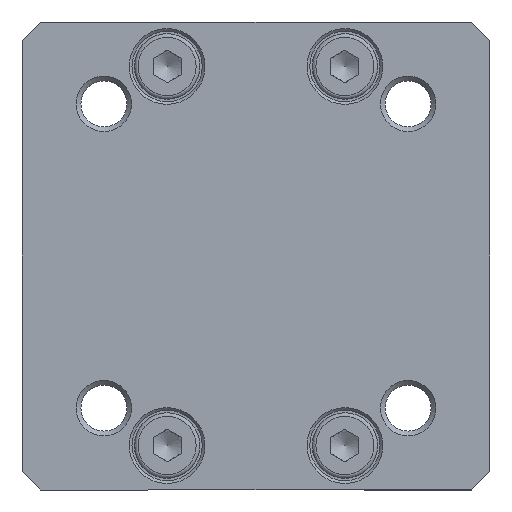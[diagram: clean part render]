
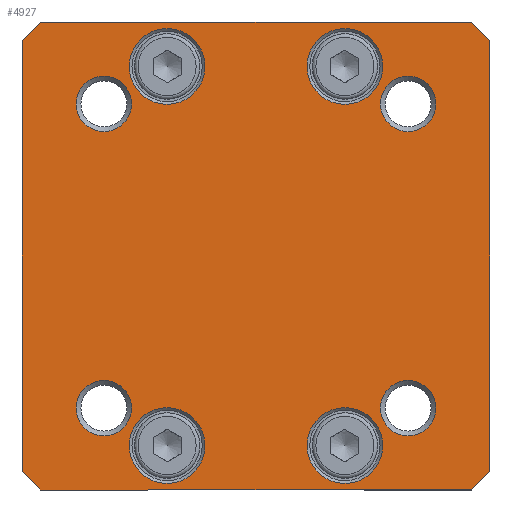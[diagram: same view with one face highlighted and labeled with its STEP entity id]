
A CAD part, front view. The second image highlights one B-rep face of the part: STEP entity #4927.
In plain terms, the highlighted planar face has unit normal (0, -1, 0).
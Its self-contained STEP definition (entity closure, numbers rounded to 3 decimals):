
#4768=CARTESIAN_POINT('',(0.,-7.5,0.));
#4769=DIRECTION('',(0.0,1.0,0.0));
#4770=DIRECTION('',(0.0,0.0,1.0));
#4771=AXIS2_PLACEMENT_3D('',#4768,#4769,#4770);
#4772=PLANE('',#4771);
#4773=CARTESIAN_POINT('',(-23.,-7.5,25.));
#4774=VERTEX_POINT('',#4773);
#4775=CARTESIAN_POINT('',(23.,-7.5,25.0));
#4776=VERTEX_POINT('',#4775);
#4777=CARTESIAN_POINT('',(-23.,-7.5,25.));
#4778=DIRECTION('',(1.0,0.0,0.0));
#4779=VECTOR('',#4778,46.);
#4780=LINE('',#4777,#4779);
#4781=EDGE_CURVE('',#4774,#4776,#4780,.T.);
#4782=ORIENTED_EDGE('',*,*,#4781,.F.);
#4783=CARTESIAN_POINT('',(-25.0,-7.5,23.));
#4784=VERTEX_POINT('',#4783);
#4785=CARTESIAN_POINT('',(-25.0,-7.5,23.));
#4786=DIRECTION('',(0.707,0.0,0.707));
#4787=VECTOR('',#4786,2.828);
#4788=LINE('',#4785,#4787);
#4789=EDGE_CURVE('',#4784,#4774,#4788,.T.);
#4790=ORIENTED_EDGE('',*,*,#4789,.F.);
#4791=CARTESIAN_POINT('',(-25.0,-7.5,-23.));
#4792=VERTEX_POINT('',#4791);
#4793=CARTESIAN_POINT('',(-25.0,-7.5,-23.));
#4794=DIRECTION('',(0.0,0.0,1.0));
#4795=VECTOR('',#4794,46.);
#4796=LINE('',#4793,#4795);
#4797=EDGE_CURVE('',#4792,#4784,#4796,.T.);
#4798=ORIENTED_EDGE('',*,*,#4797,.F.);
#4799=CARTESIAN_POINT('',(-23.,-7.5,-25.));
#4800=VERTEX_POINT('',#4799);
#4801=CARTESIAN_POINT('',(-23.,-7.5,-25.));
#4802=DIRECTION('',(-0.707,0.0,0.707));
#4803=VECTOR('',#4802,2.828);
#4804=LINE('',#4801,#4803);
#4805=EDGE_CURVE('',#4800,#4792,#4804,.T.);
#4806=ORIENTED_EDGE('',*,*,#4805,.F.);
#4807=CARTESIAN_POINT('',(23.,-7.5,-25.0));
#4808=VERTEX_POINT('',#4807);
#4809=CARTESIAN_POINT('',(23.,-7.5,-25.));
#4810=DIRECTION('',(-1.0,0.0,0.0));
#4811=VECTOR('',#4810,46.);
#4812=LINE('',#4809,#4811);
#4813=EDGE_CURVE('',#4808,#4800,#4812,.T.);
#4814=ORIENTED_EDGE('',*,*,#4813,.F.);
#4815=CARTESIAN_POINT('',(25.0,-7.5,-23.));
#4816=VERTEX_POINT('',#4815);
#4817=CARTESIAN_POINT('',(25.,-7.5,-23.0));
#4818=DIRECTION('',(-0.707,0.0,-0.707));
#4819=VECTOR('',#4818,2.828);
#4820=LINE('',#4817,#4819);
#4821=EDGE_CURVE('',#4816,#4808,#4820,.T.);
#4822=ORIENTED_EDGE('',*,*,#4821,.F.);
#4823=CARTESIAN_POINT('',(25.0,-7.5,23.));
#4824=VERTEX_POINT('',#4823);
#4825=CARTESIAN_POINT('',(25.0,-7.5,23.));
#4826=DIRECTION('',(0.0,0.0,-1.0));
#4827=VECTOR('',#4826,46.);
#4828=LINE('',#4825,#4827);
#4829=EDGE_CURVE('',#4824,#4816,#4828,.T.);
#4830=ORIENTED_EDGE('',*,*,#4829,.F.);
#4831=CARTESIAN_POINT('',(23.,-7.5,25.0));
#4832=DIRECTION('',(0.707,0.0,-0.707));
#4833=VECTOR('',#4832,2.828);
#4834=LINE('',#4831,#4833);
#4835=EDGE_CURVE('',#4776,#4824,#4834,.T.);
#4836=ORIENTED_EDGE('',*,*,#4835,.F.);
#4837=EDGE_LOOP('',(#4782,#4790,#4798,#4806,#4814,#4822,#4830,#4836));
#4838=FACE_OUTER_BOUND('',#4837,.T.);
#4839=CARTESIAN_POINT('',(-13.292,-7.5,16.25));
#4840=VERTEX_POINT('',#4839);
#4841=CARTESIAN_POINT('',(-16.25,-7.5,16.25));
#4842=DIRECTION('',(0.0,-1.0,0.0));
#4843=DIRECTION('',(-1.0,0.0,0.0));
#4844=AXIS2_PLACEMENT_3D('',#4841,#4842,#4843);
#4845=CIRCLE('',#4844,2.959);
#4846=EDGE_CURVE('',#4840,#4840,#4845,.T.);
#4847=ORIENTED_EDGE('',*,*,#4846,.F.);
#4848=EDGE_LOOP('',(#4847));
#4849=FACE_BOUND('',#4848,.T.);
#4850=CARTESIAN_POINT('',(19.208,-7.5,-16.25));
#4851=VERTEX_POINT('',#4850);
#4852=CARTESIAN_POINT('',(16.25,-7.5,-16.25));
#4853=DIRECTION('',(0.0,-1.0,0.0));
#4854=DIRECTION('',(-1.0,0.0,0.0));
#4855=AXIS2_PLACEMENT_3D('',#4852,#4853,#4854);
#4856=CIRCLE('',#4855,2.959);
#4857=EDGE_CURVE('',#4851,#4851,#4856,.T.);
#4858=ORIENTED_EDGE('',*,*,#4857,.F.);
#4859=EDGE_LOOP('',(#4858));
#4860=FACE_BOUND('',#4859,.T.);
#4861=CARTESIAN_POINT('',(13.55,-7.5,-20.25));
#4862=VERTEX_POINT('',#4861);
#4863=CARTESIAN_POINT('',(9.5,-7.5,-20.25));
#4864=DIRECTION('',(0.0,-1.0,0.0));
#4865=DIRECTION('',(-1.0,0.0,0.0));
#4866=AXIS2_PLACEMENT_3D('',#4863,#4864,#4865);
#4867=CIRCLE('',#4866,4.05);
#4868=EDGE_CURVE('',#4862,#4862,#4867,.T.);
#4869=ORIENTED_EDGE('',*,*,#4868,.F.);
#4870=EDGE_LOOP('',(#4869));
#4871=FACE_BOUND('',#4870,.T.);
#4872=CARTESIAN_POINT('',(-5.45,-7.5,20.25));
#4873=VERTEX_POINT('',#4872);
#4874=CARTESIAN_POINT('',(-9.5,-7.5,20.25));
#4875=DIRECTION('',(0.0,-1.0,0.0));
#4876=DIRECTION('',(-1.0,0.0,0.0));
#4877=AXIS2_PLACEMENT_3D('',#4874,#4875,#4876);
#4878=CIRCLE('',#4877,4.05);
#4879=EDGE_CURVE('',#4873,#4873,#4878,.T.);
#4880=ORIENTED_EDGE('',*,*,#4879,.F.);
#4881=EDGE_LOOP('',(#4880));
#4882=FACE_BOUND('',#4881,.T.);
#4883=CARTESIAN_POINT('',(13.55,-7.5,20.25));
#4884=VERTEX_POINT('',#4883);
#4885=CARTESIAN_POINT('',(9.5,-7.5,20.25));
#4886=DIRECTION('',(0.0,-1.0,0.0));
#4887=DIRECTION('',(-1.0,0.0,0.0));
#4888=AXIS2_PLACEMENT_3D('',#4885,#4886,#4887);
#4889=CIRCLE('',#4888,4.05);
#4890=EDGE_CURVE('',#4884,#4884,#4889,.T.);
#4891=ORIENTED_EDGE('',*,*,#4890,.F.);
#4892=EDGE_LOOP('',(#4891));
#4893=FACE_BOUND('',#4892,.T.);
#4894=CARTESIAN_POINT('',(-5.45,-7.5,-20.25));
#4895=VERTEX_POINT('',#4894);
#4896=CARTESIAN_POINT('',(-9.5,-7.5,-20.25));
#4897=DIRECTION('',(0.0,-1.0,0.0));
#4898=DIRECTION('',(-1.0,0.0,0.0));
#4899=AXIS2_PLACEMENT_3D('',#4896,#4897,#4898);
#4900=CIRCLE('',#4899,4.05);
#4901=EDGE_CURVE('',#4895,#4895,#4900,.T.);
#4902=ORIENTED_EDGE('',*,*,#4901,.F.);
#4903=EDGE_LOOP('',(#4902));
#4904=FACE_BOUND('',#4903,.T.);
#4905=CARTESIAN_POINT('',(-13.292,-7.5,-16.25));
#4906=VERTEX_POINT('',#4905);
#4907=CARTESIAN_POINT('',(-16.25,-7.5,-16.25));
#4908=DIRECTION('',(0.0,-1.0,0.0));
#4909=DIRECTION('',(-1.0,0.0,0.0));
#4910=AXIS2_PLACEMENT_3D('',#4907,#4908,#4909);
#4911=CIRCLE('',#4910,2.959);
#4912=EDGE_CURVE('',#4906,#4906,#4911,.T.);
#4913=ORIENTED_EDGE('',*,*,#4912,.F.);
#4914=EDGE_LOOP('',(#4913));
#4915=FACE_BOUND('',#4914,.T.);
#4916=CARTESIAN_POINT('',(19.208,-7.5,16.25));
#4917=VERTEX_POINT('',#4916);
#4918=CARTESIAN_POINT('',(16.25,-7.5,16.25));
#4919=DIRECTION('',(0.0,-1.0,0.0));
#4920=DIRECTION('',(-1.0,0.0,0.0));
#4921=AXIS2_PLACEMENT_3D('',#4918,#4919,#4920);
#4922=CIRCLE('',#4921,2.959);
#4923=EDGE_CURVE('',#4917,#4917,#4922,.T.);
#4924=ORIENTED_EDGE('',*,*,#4923,.F.);
#4925=EDGE_LOOP('',(#4924));
#4926=FACE_BOUND('',#4925,.T.);
#4927=ADVANCED_FACE('',(#4838,#4849,#4860,#4871,#4882,#4893,#4904,#4915,#4926),#4772,.F.);
